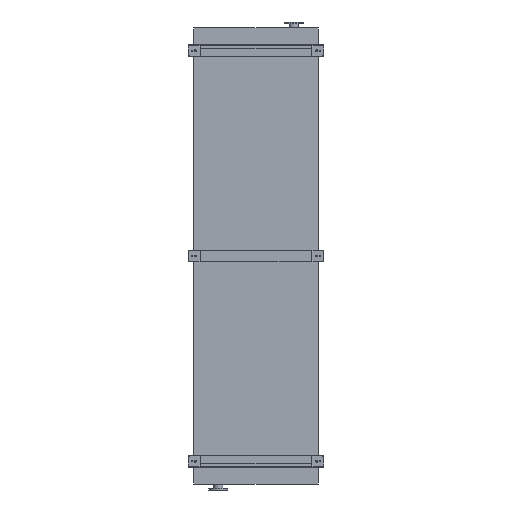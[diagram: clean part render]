
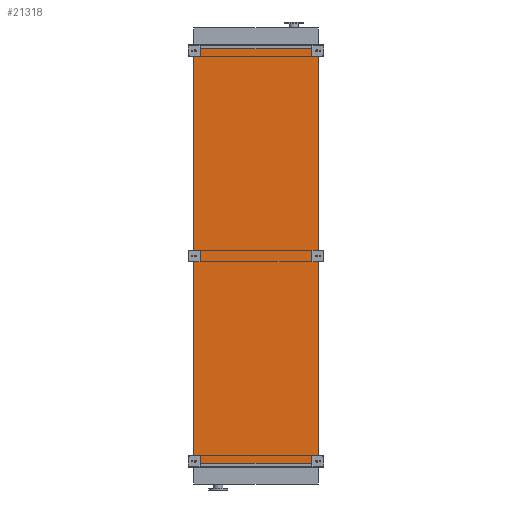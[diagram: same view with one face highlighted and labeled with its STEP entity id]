
A CAD part, front view. The second image highlights one B-rep face of the part: STEP entity #21318.
In plain terms, the highlighted planar face has unit normal (0, -1, 0).
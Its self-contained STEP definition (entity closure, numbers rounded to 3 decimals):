
#1072 = EDGE_CURVE ( 'NONE', #4533, #1327, #25742, .T. ) ;
#1327 = VERTEX_POINT ( 'NONE', #22394 ) ;
#1367 = DIRECTION ( 'NONE',  ( 1., 0., 0. ) ) ;
#1737 = PLANE ( 'NONE',  #20164 ) ;
#4533 = VERTEX_POINT ( 'NONE', #22779 ) ;
#4826 = CARTESIAN_POINT ( 'NONE',  ( 725., 0., -4850. ) ) ;
#5576 = EDGE_LOOP ( 'NONE', ( #10412, #24178, #19202, #27132 ) ) ;
#5889 = VECTOR ( 'NONE', #29698, 1000. ) ;
#6163 = VERTEX_POINT ( 'NONE', #27774 ) ;
#6654 = DIRECTION ( 'NONE',  ( 0., -1., 0. ) ) ;
#6866 = FACE_OUTER_BOUND ( 'NONE', #5576, .T. ) ;
#8021 = EDGE_CURVE ( 'NONE', #6163, #26620, #14171, .T. ) ;
#8990 = EDGE_CURVE ( 'NONE', #26620, #1327, #26923, .T. ) ;
#9714 = LINE ( 'NONE', #15777, #15533 ) ;
#9976 = EDGE_CURVE ( 'NONE', #6163, #4533, #9714, .T. ) ;
#10412 = ORIENTED_EDGE ( 'NONE', *, *, #1072, .F. ) ;
#11591 = CARTESIAN_POINT ( 'NONE',  ( -725., 0., -4850. ) ) ;
#14171 = LINE ( 'NONE', #18547, #17502 ) ;
#15533 = VECTOR ( 'NONE', #18175, 1000. ) ;
#15777 = CARTESIAN_POINT ( 'NONE',  ( -725., 0., -4850. ) ) ;
#17502 = VECTOR ( 'NONE', #1367, 1000. ) ;
#18175 = DIRECTION ( 'NONE',  ( 0., 0., 1. ) ) ;
#18547 = CARTESIAN_POINT ( 'NONE',  ( -725., 0., -4850. ) ) ;
#19202 = ORIENTED_EDGE ( 'NONE', *, *, #8021, .T. ) ;
#20164 = AXIS2_PLACEMENT_3D ( 'NONE', #11591, #6654, #23852 ) ;
#21318 = ADVANCED_FACE ( 'NONE', ( #6866 ), #1737, .T. ) ;
#22394 = CARTESIAN_POINT ( 'NONE',  ( 725., 0., 0. ) ) ;
#22779 = CARTESIAN_POINT ( 'NONE',  ( -725., 0., 0. ) ) ;
#23852 = DIRECTION ( 'NONE',  ( 0., 0., -1. ) ) ;
#24178 = ORIENTED_EDGE ( 'NONE', *, *, #9976, .F. ) ;
#25004 = VECTOR ( 'NONE', #27274, 1000. ) ;
#25742 = LINE ( 'NONE', #27376, #25004 ) ;
#26620 = VERTEX_POINT ( 'NONE', #4826 ) ;
#26923 = LINE ( 'NONE', #27316, #5889 ) ;
#27132 = ORIENTED_EDGE ( 'NONE', *, *, #8990, .T. ) ;
#27274 = DIRECTION ( 'NONE',  ( 1., 0., 0. ) ) ;
#27316 = CARTESIAN_POINT ( 'NONE',  ( 725., 0., -4850. ) ) ;
#27376 = CARTESIAN_POINT ( 'NONE',  ( -725., 0., 0. ) ) ;
#27774 = CARTESIAN_POINT ( 'NONE',  ( -725., 0., -4850. ) ) ;
#29698 = DIRECTION ( 'NONE',  ( 0., 0., 1. ) ) ;
